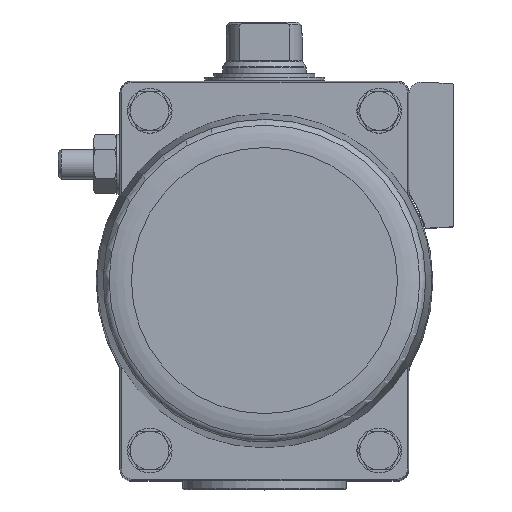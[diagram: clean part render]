
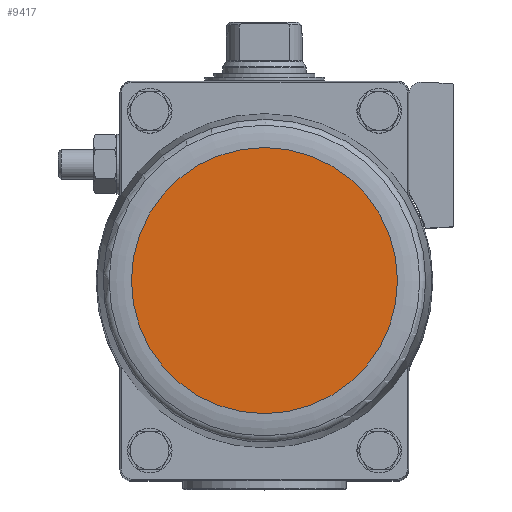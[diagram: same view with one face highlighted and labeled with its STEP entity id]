
A CAD part, top view. The second image highlights one B-rep face of the part: STEP entity #9417.
In plain terms, the highlighted planar face has unit normal (0, 0, 1).
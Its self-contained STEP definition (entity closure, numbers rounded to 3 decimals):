
#3362=ORIENTED_EDGE('',*,*,#5172,.T.);
#5172=EDGE_CURVE('',#6221,#6221,#6828,.T.);
#6221=VERTEX_POINT('',#15842);
#6828=CIRCLE('',#10400,44.65);
#7533=EDGE_LOOP('',(#3362));
#8386=FACE_BOUND('',#7533,.T.);
#8914=PLANE('',#10401);
#9417=ADVANCED_FACE('',(#8386),#8914,.F.);
#10400=AXIS2_PLACEMENT_3D('',#15841,#12552,#12553);
#10401=AXIS2_PLACEMENT_3D('',#15843,#12554,#12555);
#12552=DIRECTION('',(0.,0.,1.));
#12553=DIRECTION('',(1.,0.,0.));
#12554=DIRECTION('',(0.,0.,-1.));
#12555=DIRECTION('',(-1.,0.,0.));
#15841=CARTESIAN_POINT('',(0.,0.,135.45));
#15842=CARTESIAN_POINT('',(44.65,0.,135.45));
#15843=CARTESIAN_POINT('',(44.65,0.,135.45));
